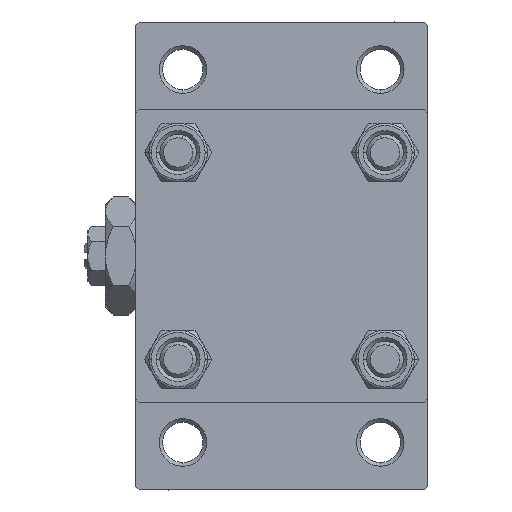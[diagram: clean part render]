
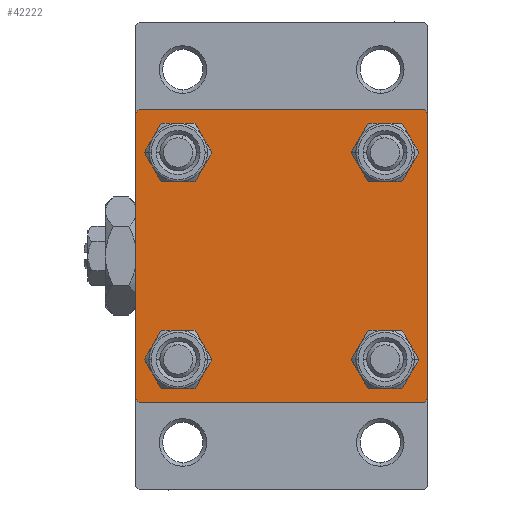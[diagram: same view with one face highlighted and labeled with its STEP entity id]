
A CAD part, left-side view. The second image highlights one B-rep face of the part: STEP entity #42222.
In plain terms, the highlighted planar face has unit normal (-1, 0, 0).
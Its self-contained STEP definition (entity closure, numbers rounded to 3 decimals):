
#407 = CARTESIAN_POINT ( 'NONE',  ( 0., 20., -19.5 ) ) ;
#1009 = CIRCLE ( 'NONE', #24180, 3. ) ;
#1524 = CARTESIAN_POINT ( 'NONE',  ( 0., -14.15, -14.15 ) ) ;
#1584 = CARTESIAN_POINT ( 'NONE',  ( 0., 20., -20. ) ) ;
#1591 = CIRCLE ( 'NONE', #40764, 3. ) ;
#1959 = VERTEX_POINT ( 'NONE', #43192 ) ;
#3156 = CARTESIAN_POINT ( 'NONE',  ( 0., -14.15, -11.15 ) ) ;
#4243 = DIRECTION ( 'NONE',  ( 0., -0.707, -0.707 ) ) ;
#5146 = CARTESIAN_POINT ( 'NONE',  ( 0., 19.75, 19.75 ) ) ;
#5936 = CARTESIAN_POINT ( 'NONE',  ( 0., 14.15, -14.15 ) ) ;
#6389 = DIRECTION ( 'NONE',  ( 1., 0., 0. ) ) ;
#6437 = AXIS2_PLACEMENT_3D ( 'NONE', #13757, #22512, #33029 ) ;
#6818 = EDGE_CURVE ( 'NONE', #49320, #25292, #1591, .T. ) ;
#7045 = VERTEX_POINT ( 'NONE', #407 ) ;
#7499 = DIRECTION ( 'NONE',  ( 0., 0., 1. ) ) ;
#8035 = CIRCLE ( 'NONE', #39189, 3. ) ;
#8380 = VECTOR ( 'NONE', #32151, 1000. ) ;
#8739 = EDGE_CURVE ( 'NONE', #38833, #9828, #27236, .T. ) ;
#9521 = EDGE_LOOP ( 'NONE', ( #35110, #46092 ) ) ;
#9562 = EDGE_CURVE ( 'NONE', #14904, #48887, #38034, .T. ) ;
#9617 = EDGE_LOOP ( 'NONE', ( #42609, #29258 ) ) ;
#9809 = CIRCLE ( 'NONE', #35366, 3. ) ;
#9828 = VERTEX_POINT ( 'NONE', #45725 ) ;
#10114 = CARTESIAN_POINT ( 'NONE',  ( 0., 0., 0. ) ) ;
#10404 = CARTESIAN_POINT ( 'NONE',  ( 0., -20., -19.5 ) ) ;
#10619 = FACE_BOUND ( 'NONE', #47607, .T. ) ;
#11109 = EDGE_LOOP ( 'NONE', ( #49204, #49085 ) ) ;
#12404 = LINE ( 'NONE', #24635, #8380 ) ;
#12845 = DIRECTION ( 'NONE',  ( 0., -1., 0. ) ) ;
#12974 = VECTOR ( 'NONE', #4243, 1000. ) ;
#13349 = DIRECTION ( 'NONE',  ( 0., 0., 1. ) ) ;
#13606 = FACE_BOUND ( 'NONE', #9617, .T. ) ;
#13664 = VECTOR ( 'NONE', #15537, 1000. ) ;
#13757 = CARTESIAN_POINT ( 'NONE',  ( 0., -14.15, 14.15 ) ) ;
#13849 = VECTOR ( 'NONE', #12845, 1000. ) ;
#14358 = CARTESIAN_POINT ( 'NONE',  ( 0., 14.15, 14.15 ) ) ;
#14904 = VERTEX_POINT ( 'NONE', #47036 ) ;
#14992 = CIRCLE ( 'NONE', #20542, 3. ) ;
#15295 = EDGE_CURVE ( 'NONE', #7045, #42647, #20235, .T. ) ;
#15492 = LINE ( 'NONE', #30746, #37542 ) ;
#15537 = DIRECTION ( 'NONE',  ( 0., -1., 0. ) ) ;
#16428 = CARTESIAN_POINT ( 'NONE',  ( 0., 14.15, -17.15 ) ) ;
#16691 = CARTESIAN_POINT ( 'NONE',  ( 0., 19.5, -20. ) ) ;
#16746 = CARTESIAN_POINT ( 'NONE',  ( 0., 14.15, 17.15 ) ) ;
#16784 = DIRECTION ( 'NONE',  ( 1., 0., 0. ) ) ;
#16913 = EDGE_CURVE ( 'NONE', #35674, #20443, #9809, .T. ) ;
#17674 = EDGE_CURVE ( 'NONE', #42647, #23868, #39097, .T. ) ;
#18726 = LINE ( 'NONE', #22471, #23178 ) ;
#18758 = DIRECTION ( 'NONE',  ( 0., 0., -1. ) ) ;
#19094 = CARTESIAN_POINT ( 'NONE',  ( 0., 14.15, 11.15 ) ) ;
#19767 = DIRECTION ( 'NONE',  ( 1., 0., 0. ) ) ;
#19992 = CARTESIAN_POINT ( 'NONE',  ( 0., 19.75, -19.75 ) ) ;
#20004 = VERTEX_POINT ( 'NONE', #21943 ) ;
#20235 = LINE ( 'NONE', #19992, #12974 ) ;
#20443 = VERTEX_POINT ( 'NONE', #16746 ) ;
#20542 = AXIS2_PLACEMENT_3D ( 'NONE', #37770, #22041, #7499 ) ;
#21346 = ORIENTED_EDGE ( 'NONE', *, *, #15295, .T. ) ;
#21746 = ORIENTED_EDGE ( 'NONE', *, *, #48134, .T. ) ;
#21918 = EDGE_CURVE ( 'NONE', #25292, #49320, #14992, .T. ) ;
#21943 = CARTESIAN_POINT ( 'NONE',  ( 0., 20., 19.5 ) ) ;
#22041 = DIRECTION ( 'NONE',  ( 1., 0., 0. ) ) ;
#22471 = CARTESIAN_POINT ( 'NONE',  ( 0., -19.75, -19.75 ) ) ;
#22512 = DIRECTION ( 'NONE',  ( 1., 0., 0. ) ) ;
#22538 = EDGE_CURVE ( 'NONE', #14904, #20004, #24160, .T. ) ;
#22709 = VERTEX_POINT ( 'NONE', #10404 ) ;
#23042 = EDGE_CURVE ( 'NONE', #1959, #48887, #31510, .T. ) ;
#23178 = VECTOR ( 'NONE', #37715, 1000. ) ;
#23868 = VERTEX_POINT ( 'NONE', #26323 ) ;
#23943 = ORIENTED_EDGE ( 'NONE', *, *, #29061, .F. ) ;
#24160 = LINE ( 'NONE', #5146, #37334 ) ;
#24180 = AXIS2_PLACEMENT_3D ( 'NONE', #26396, #6389, #45156 ) ;
#24635 = CARTESIAN_POINT ( 'NONE',  ( 0., 20., 20. ) ) ;
#24865 = DIRECTION ( 'NONE',  ( 0., 0., 1. ) ) ;
#25123 = FACE_BOUND ( 'NONE', #11109, .T. ) ;
#25292 = VERTEX_POINT ( 'NONE', #16428 ) ;
#25363 = ORIENTED_EDGE ( 'NONE', *, *, #46491, .T. ) ;
#26323 = CARTESIAN_POINT ( 'NONE',  ( 0., -19.5, -20. ) ) ;
#26396 = CARTESIAN_POINT ( 'NONE',  ( 0., -14.15, 14.15 ) ) ;
#27236 = CIRCLE ( 'NONE', #36851, 3. ) ;
#27797 = ORIENTED_EDGE ( 'NONE', *, *, #17674, .T. ) ;
#28191 = CARTESIAN_POINT ( 'NONE',  ( 0., 14.15, -11.15 ) ) ;
#28286 = DIRECTION ( 'NONE',  ( 0., 0., 1. ) ) ;
#28704 = ORIENTED_EDGE ( 'NONE', *, *, #9562, .F. ) ;
#29061 = EDGE_CURVE ( 'NONE', #1959, #22709, #15492, .T. ) ;
#29069 = CARTESIAN_POINT ( 'NONE',  ( 0., -19.5, 20. ) ) ;
#29258 = ORIENTED_EDGE ( 'NONE', *, *, #33729, .T. ) ;
#29917 = EDGE_CURVE ( 'NONE', #45860, #39134, #37576, .T. ) ;
#30103 = CARTESIAN_POINT ( 'NONE',  ( 0., -14.15, 17.15 ) ) ;
#30608 = ORIENTED_EDGE ( 'NONE', *, *, #23042, .T. ) ;
#30746 = CARTESIAN_POINT ( 'NONE',  ( 0., -20., 20. ) ) ;
#30780 = DIRECTION ( 'NONE',  ( 1., 0., 0. ) ) ;
#31510 = LINE ( 'NONE', #38984, #47725 ) ;
#31538 = ORIENTED_EDGE ( 'NONE', *, *, #29917, .T. ) ;
#31758 = CARTESIAN_POINT ( 'NONE',  ( 0., 14.15, 14.15 ) ) ;
#32151 = DIRECTION ( 'NONE',  ( 0., 0., -1. ) ) ;
#32727 = EDGE_CURVE ( 'NONE', #23868, #22709, #18726, .T. ) ;
#33029 = DIRECTION ( 'NONE',  ( 0., 0., 1. ) ) ;
#33729 = EDGE_CURVE ( 'NONE', #9828, #38833, #8035, .T. ) ;
#34293 = CARTESIAN_POINT ( 'NONE',  ( 0., 20., 20. ) ) ;
#34460 = DIRECTION ( 'NONE',  ( 0., 0.707, -0.707 ) ) ;
#34528 = DIRECTION ( 'NONE',  ( 0., 0., 1. ) ) ;
#35110 = ORIENTED_EDGE ( 'NONE', *, *, #36510, .T. ) ;
#35308 = AXIS2_PLACEMENT_3D ( 'NONE', #14358, #40369, #13349 ) ;
#35366 = AXIS2_PLACEMENT_3D ( 'NONE', #31758, #19767, #38998 ) ;
#35674 = VERTEX_POINT ( 'NONE', #19094 ) ;
#36510 = EDGE_CURVE ( 'NONE', #20443, #35674, #40918, .T. ) ;
#36851 = AXIS2_PLACEMENT_3D ( 'NONE', #1524, #16784, #28286 ) ;
#37126 = FACE_OUTER_BOUND ( 'NONE', #46558, .T. ) ;
#37334 = VECTOR ( 'NONE', #34460, 1000. ) ;
#37542 = VECTOR ( 'NONE', #18758, 1000. ) ;
#37576 = CIRCLE ( 'NONE', #6437, 3. ) ;
#37715 = DIRECTION ( 'NONE',  ( 0., -0.707, 0.707 ) ) ;
#37770 = CARTESIAN_POINT ( 'NONE',  ( 0., 14.15, -14.15 ) ) ;
#38034 = LINE ( 'NONE', #34293, #13664 ) ;
#38312 = ORIENTED_EDGE ( 'NONE', *, *, #22538, .T. ) ;
#38833 = VERTEX_POINT ( 'NONE', #3156 ) ;
#38984 = CARTESIAN_POINT ( 'NONE',  ( 0., -19.75, 19.75 ) ) ;
#38998 = DIRECTION ( 'NONE',  ( 0., 0., 1. ) ) ;
#39097 = LINE ( 'NONE', #1584, #13849 ) ;
#39134 = VERTEX_POINT ( 'NONE', #30103 ) ;
#39189 = AXIS2_PLACEMENT_3D ( 'NONE', #45769, #30780, #34528 ) ;
#39471 = AXIS2_PLACEMENT_3D ( 'NONE', #10114, #40861, #24865 ) ;
#40369 = DIRECTION ( 'NONE',  ( 1., 0., 0. ) ) ;
#40764 = AXIS2_PLACEMENT_3D ( 'NONE', #5936, #47453, #48197 ) ;
#40861 = DIRECTION ( 'NONE',  ( -1., 0., 0. ) ) ;
#40918 = CIRCLE ( 'NONE', #35308, 3. ) ;
#42222 = ADVANCED_FACE ( 'NONE', ( #10619, #13606, #25123, #47609, #37126 ), #44374, .T. ) ;
#42609 = ORIENTED_EDGE ( 'NONE', *, *, #8739, .T. ) ;
#42647 = VERTEX_POINT ( 'NONE', #16691 ) ;
#43192 = CARTESIAN_POINT ( 'NONE',  ( 0., -20., 19.5 ) ) ;
#44374 = PLANE ( 'NONE',  #39471 ) ;
#44526 = CARTESIAN_POINT ( 'NONE',  ( 0., -14.15, 11.15 ) ) ;
#45156 = DIRECTION ( 'NONE',  ( 0., 0., 1. ) ) ;
#45725 = CARTESIAN_POINT ( 'NONE',  ( 0., -14.15, -17.15 ) ) ;
#45769 = CARTESIAN_POINT ( 'NONE',  ( 0., -14.15, -14.15 ) ) ;
#45860 = VERTEX_POINT ( 'NONE', #44526 ) ;
#46092 = ORIENTED_EDGE ( 'NONE', *, *, #16913, .T. ) ;
#46248 = DIRECTION ( 'NONE',  ( 0., 0.707, 0.707 ) ) ;
#46491 = EDGE_CURVE ( 'NONE', #20004, #7045, #12404, .T. ) ;
#46558 = EDGE_LOOP ( 'NONE', ( #25363, #21346, #27797, #47084, #23943, #30608, #28704, #38312 ) ) ;
#47036 = CARTESIAN_POINT ( 'NONE',  ( 0., 19.5, 20. ) ) ;
#47084 = ORIENTED_EDGE ( 'NONE', *, *, #32727, .T. ) ;
#47453 = DIRECTION ( 'NONE',  ( 1., 0., 0. ) ) ;
#47607 = EDGE_LOOP ( 'NONE', ( #21746, #31538 ) ) ;
#47609 = FACE_BOUND ( 'NONE', #9521, .T. ) ;
#47725 = VECTOR ( 'NONE', #46248, 1000. ) ;
#48134 = EDGE_CURVE ( 'NONE', #39134, #45860, #1009, .T. ) ;
#48197 = DIRECTION ( 'NONE',  ( 0., 0., 1. ) ) ;
#48887 = VERTEX_POINT ( 'NONE', #29069 ) ;
#49085 = ORIENTED_EDGE ( 'NONE', *, *, #21918, .T. ) ;
#49204 = ORIENTED_EDGE ( 'NONE', *, *, #6818, .T. ) ;
#49320 = VERTEX_POINT ( 'NONE', #28191 ) ;
